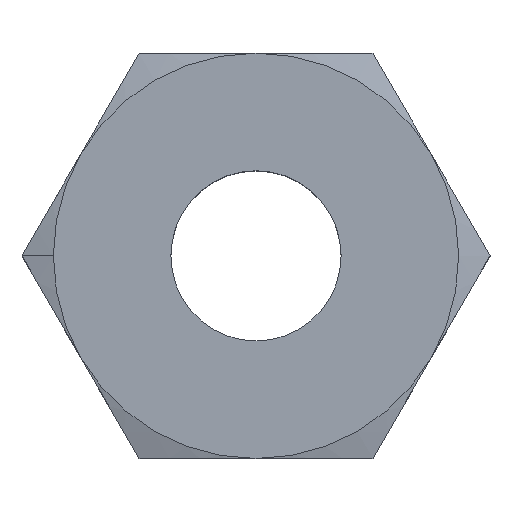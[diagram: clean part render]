
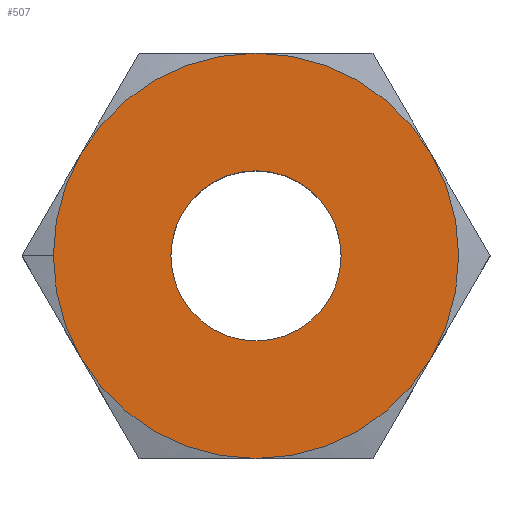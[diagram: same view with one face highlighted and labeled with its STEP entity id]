
A CAD part, top view. The second image highlights one B-rep face of the part: STEP entity #507.
In plain terms, the highlighted planar face has unit normal (0, 0, 1).
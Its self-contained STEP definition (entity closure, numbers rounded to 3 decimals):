
#13 = EDGE_CURVE ( 'NONE', #61, #295, #664, .T. ) ;
#16 = CIRCLE ( 'NONE', #583, 0.48 ) ;
#19 = AXIS2_PLACEMENT_3D ( 'NONE', #317, #611, #616 ) ;
#40 = AXIS2_PLACEMENT_3D ( 'NONE', #285, #692, #347 ) ;
#44 = EDGE_CURVE ( 'NONE', #74, #670, #652, .T. ) ;
#46 = ORIENTED_EDGE ( 'NONE', *, *, #166, .T. ) ;
#51 = DIRECTION ( 'NONE',  ( 0., 0., -1. ) ) ;
#61 = VERTEX_POINT ( 'NONE', #232 ) ;
#72 = DIRECTION ( 'NONE',  ( 1., 0., 0. ) ) ;
#74 = VERTEX_POINT ( 'NONE', #414 ) ;
#84 = EDGE_CURVE ( 'NONE', #657, #146, #494, .T. ) ;
#87 = DIRECTION ( 'NONE',  ( 1., 0., 0. ) ) ;
#112 = DIRECTION ( 'NONE',  ( 1., 0., 0. ) ) ;
#114 = CARTESIAN_POINT ( 'NONE',  ( 0., 0., 0.48 ) ) ;
#115 = DIRECTION ( 'NONE',  ( -1., 0., 0. ) ) ;
#122 = CIRCLE ( 'NONE', #283, 0.48 ) ;
#123 = CARTESIAN_POINT ( 'NONE',  ( -0.48, 0., 0.48 ) ) ;
#125 = CARTESIAN_POINT ( 'NONE',  ( 0.48, 0., 0.48 ) ) ;
#128 = AXIS2_PLACEMENT_3D ( 'NONE', #554, #667, #435 ) ;
#133 = CARTESIAN_POINT ( 'NONE',  ( 0., 1.143, 0.48 ) ) ;
#142 = AXIS2_PLACEMENT_3D ( 'NONE', #702, #304, #112 ) ;
#146 = VERTEX_POINT ( 'NONE', #133 ) ;
#147 = PLANE ( 'NONE',  #438 ) ;
#156 = CARTESIAN_POINT ( 'NONE',  ( -0.99, -0.572, 0.48 ) ) ;
#166 = EDGE_CURVE ( 'NONE', #726, #146, #679, .T. ) ;
#177 = EDGE_CURVE ( 'NONE', #670, #61, #424, .T. ) ;
#213 = EDGE_LOOP ( 'NONE', ( #632, #46, #473, #501, #671, #525, #586 ) ) ;
#232 = CARTESIAN_POINT ( 'NONE',  ( 0., -1.143, 0.48 ) ) ;
#237 = EDGE_CURVE ( 'NONE', #295, #726, #407, .T. ) ;
#283 = AXIS2_PLACEMENT_3D ( 'NONE', #555, #382, #72 ) ;
#284 = ORIENTED_EDGE ( 'NONE', *, *, #529, .F. ) ;
#285 = CARTESIAN_POINT ( 'NONE',  ( 0., 0., 0.48 ) ) ;
#295 = VERTEX_POINT ( 'NONE', #479 ) ;
#304 = DIRECTION ( 'NONE',  ( 0., 0., 1. ) ) ;
#310 = DIRECTION ( 'NONE',  ( 0., 0., 1. ) ) ;
#317 = CARTESIAN_POINT ( 'NONE',  ( 0., 0., 0.48 ) ) ;
#322 = EDGE_CURVE ( 'NONE', #599, #589, #16, .T. ) ;
#335 = CARTESIAN_POINT ( 'NONE',  ( 0., 0., 0.48 ) ) ;
#337 = CARTESIAN_POINT ( 'NONE',  ( 0., 0., 0.48 ) ) ;
#347 = DIRECTION ( 'NONE',  ( 1., 0., 0. ) ) ;
#352 = AXIS2_PLACEMENT_3D ( 'NONE', #640, #522, #462 ) ;
#382 = DIRECTION ( 'NONE',  ( 0., 0., 1. ) ) ;
#385 = AXIS2_PLACEMENT_3D ( 'NONE', #481, #51, #115 ) ;
#407 = CIRCLE ( 'NONE', #539, 1.143 ) ;
#414 = CARTESIAN_POINT ( 'NONE',  ( -1.143, 0., 0.48 ) ) ;
#424 = CIRCLE ( 'NONE', #128, 1.143 ) ;
#431 = CIRCLE ( 'NONE', #40, 1.143 ) ;
#435 = DIRECTION ( 'NONE',  ( 1., 0., 0. ) ) ;
#437 = ORIENTED_EDGE ( 'NONE', *, *, #322, .F. ) ;
#438 = AXIS2_PLACEMENT_3D ( 'NONE', #335, #684, #87 ) ;
#440 = FACE_OUTER_BOUND ( 'NONE', #213, .T. ) ;
#462 = DIRECTION ( 'NONE',  ( 1., 0., 0. ) ) ;
#464 = DIRECTION ( 'NONE',  ( 0., 0., 1. ) ) ;
#473 = ORIENTED_EDGE ( 'NONE', *, *, #84, .F. ) ;
#479 = CARTESIAN_POINT ( 'NONE',  ( 0.99, -0.572, 0.48 ) ) ;
#481 = CARTESIAN_POINT ( 'NONE',  ( 0., 0., 0.48 ) ) ;
#486 = DIRECTION ( 'NONE',  ( 1., 0., 0. ) ) ;
#488 = EDGE_CURVE ( 'NONE', #657, #74, #431, .T. ) ;
#494 = CIRCLE ( 'NONE', #385, 1.143 ) ;
#501 = ORIENTED_EDGE ( 'NONE', *, *, #488, .T. ) ;
#507 = ADVANCED_FACE ( 'NONE', ( #685, #440 ), #147, .T. ) ;
#522 = DIRECTION ( 'NONE',  ( 0., 0., 1. ) ) ;
#525 = ORIENTED_EDGE ( 'NONE', *, *, #177, .T. ) ;
#529 = EDGE_CURVE ( 'NONE', #589, #599, #122, .T. ) ;
#539 = AXIS2_PLACEMENT_3D ( 'NONE', #337, #464, #758 ) ;
#544 = EDGE_LOOP ( 'NONE', ( #284, #437 ) ) ;
#554 = CARTESIAN_POINT ( 'NONE',  ( 0., 0., 0.48 ) ) ;
#555 = CARTESIAN_POINT ( 'NONE',  ( 0., 0., 0.48 ) ) ;
#583 = AXIS2_PLACEMENT_3D ( 'NONE', #114, #310, #486 ) ;
#586 = ORIENTED_EDGE ( 'NONE', *, *, #13, .T. ) ;
#588 = CARTESIAN_POINT ( 'NONE',  ( -0.99, 0.572, 0.48 ) ) ;
#589 = VERTEX_POINT ( 'NONE', #125 ) ;
#590 = CARTESIAN_POINT ( 'NONE',  ( 0.99, 0.572, 0.48 ) ) ;
#599 = VERTEX_POINT ( 'NONE', #123 ) ;
#611 = DIRECTION ( 'NONE',  ( 0., 0., 1. ) ) ;
#616 = DIRECTION ( 'NONE',  ( 1., 0., 0. ) ) ;
#632 = ORIENTED_EDGE ( 'NONE', *, *, #237, .T. ) ;
#640 = CARTESIAN_POINT ( 'NONE',  ( 0., 0., 0.48 ) ) ;
#652 = CIRCLE ( 'NONE', #142, 1.143 ) ;
#657 = VERTEX_POINT ( 'NONE', #588 ) ;
#664 = CIRCLE ( 'NONE', #352, 1.143 ) ;
#667 = DIRECTION ( 'NONE',  ( 0., 0., 1. ) ) ;
#670 = VERTEX_POINT ( 'NONE', #156 ) ;
#671 = ORIENTED_EDGE ( 'NONE', *, *, #44, .T. ) ;
#679 = CIRCLE ( 'NONE', #19, 1.143 ) ;
#684 = DIRECTION ( 'NONE',  ( 0., 0., 1. ) ) ;
#685 = FACE_BOUND ( 'NONE', #544, .T. ) ;
#692 = DIRECTION ( 'NONE',  ( 0., 0., 1. ) ) ;
#702 = CARTESIAN_POINT ( 'NONE',  ( 0., 0., 0.48 ) ) ;
#726 = VERTEX_POINT ( 'NONE', #590 ) ;
#758 = DIRECTION ( 'NONE',  ( 1., 0., 0. ) ) ;
